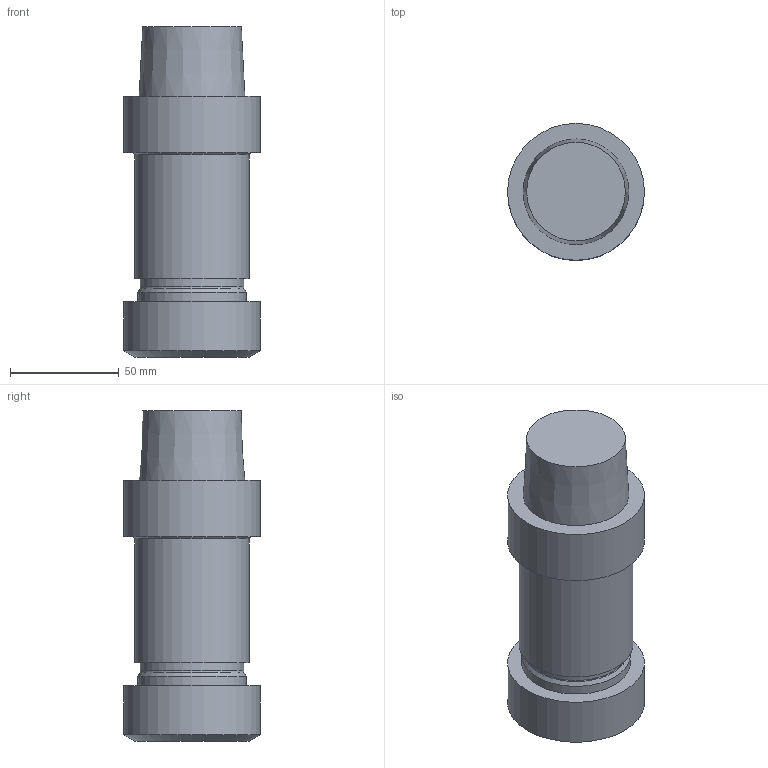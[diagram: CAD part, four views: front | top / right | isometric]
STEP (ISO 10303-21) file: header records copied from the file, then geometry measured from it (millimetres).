
FILE_DESCRIPTION(/* description */ (''),/* implementation_level */ '2;1');
FILE_NAME(/* name */ 'TOOLCOMP_1.STP',/* time_stamp */ '2024-02-13T12:57:43+01:00',/* author */ (''),/* organization */ ('SMS'),/* preprocessor_version */ 'ST-DEVELOPER v16.7',/* originating_system */ 'SIEMENS PLM Software NX 12.0',/* authorisation */ '');
FILE_SCHEMA (('AUTOMOTIVE_DESIGN { 1 0 10303 214 3 1 1 1 }'));
Length unit declared in the file: millimetre
Products named in the file (2): NOCUT_COMP20240213125636; TOOLCOMP_1
Assembly tree (1 placements, depth 2):
  TOOLCOMP_1
    NOCUT_COMP20240213125636
Bounding box: 63 x 63 x 152 mm (x, y, z)
Surface area: 68274.9 mm2
Topology: 2 solids, 2 shells, 32 faces, 60 edges, 43 vertices
Faces by surface type: plane 12, cylinder 10, cone 6, torus 4
Full cylindrical faces by diameter (mm): 47.5 x2, 50 x2, 52.5 x2, 63 x4
Entity records: 743 total; most frequent: DIRECTION 138, CARTESIAN_POINT 102, AXIS2_PLACEMENT_3D 69, EDGE_LOOP 60, ORIENTED_EDGE 60, FACE_BOUND 56, ADVANCED_FACE 32, VERTEX_POINT 30
